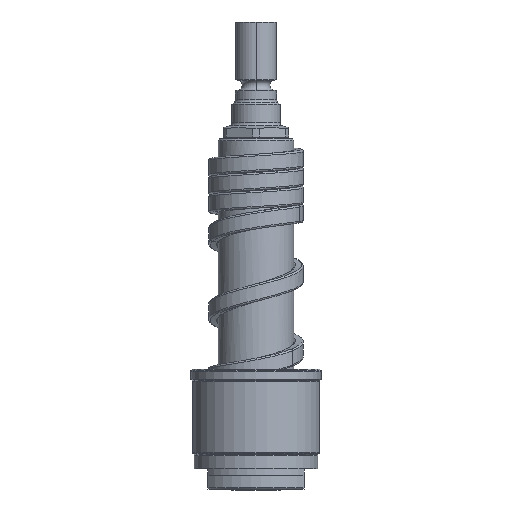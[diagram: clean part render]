
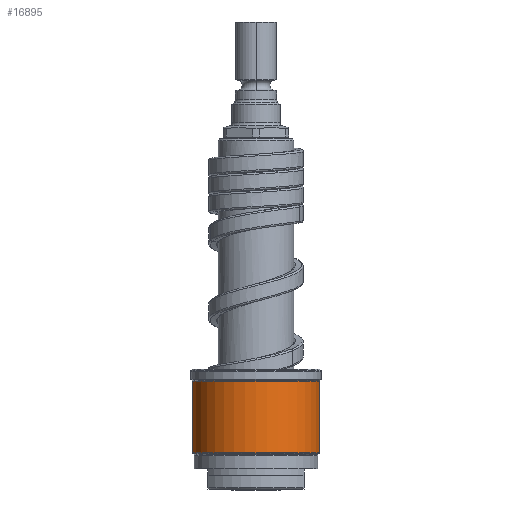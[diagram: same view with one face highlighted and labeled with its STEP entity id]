
A CAD part, front view. The second image highlights one B-rep face of the part: STEP entity #16895.
In plain terms, the highlighted cylindrical face has radius 18.5 mm (diameter 37 mm), a partial arc.
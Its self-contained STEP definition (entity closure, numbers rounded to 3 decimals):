
#6454=CARTESIAN_POINT('',(0.,0.,10.583));
#6455=DIRECTION('',(0.,0.,1.));
#6456=DIRECTION('',(-1.,0.,0.));
#6457=AXIS2_PLACEMENT_3D('',#6454,#6455,#6456);
#6459=DIRECTION('',(0.,0.,-1.));
#6460=VECTOR('',#6459,20.834);
#6461=CARTESIAN_POINT('',(-18.5,0.,31.417));
#6462=LINE('',#6461,#6460);
#6463=CARTESIAN_POINT('',(0.,0.,31.417));
#6464=DIRECTION('',(0.,0.,1.));
#6465=DIRECTION('',(-1.,0.,0.));
#6466=AXIS2_PLACEMENT_3D('',#6463,#6464,#6465);
#6468=DIRECTION('',(0.,0.,-1.));
#6469=VECTOR('',#6468,20.834);
#6470=CARTESIAN_POINT('',(18.5,0.,31.417));
#6471=LINE('',#6470,#6469);
#6808=CARTESIAN_POINT('',(18.5,0.,31.417));
#6809=CARTESIAN_POINT('',(-18.5,0.,31.417));
#6810=VERTEX_POINT('',#6808);
#6811=VERTEX_POINT('',#6809);
#6834=CARTESIAN_POINT('',(18.5,0.,10.583));
#6835=VERTEX_POINT('',#6834);
#6836=CARTESIAN_POINT('',(-18.5,0.,10.583));
#6837=VERTEX_POINT('',#6836);
#16883=CARTESIAN_POINT('',(0.,0.,8.75));
#16884=DIRECTION('',(0.,0.,1.));
#16885=DIRECTION('',(-1.,0.,0.));
#16886=AXIS2_PLACEMENT_3D('',#16883,#16884,#16885);
#16887=CYLINDRICAL_SURFACE('',#16886,18.5);
#16888=ORIENTED_EDGE('',*,*,#14380,.F.);
#16889=ORIENTED_EDGE('',*,*,#14361,.F.);
#16891=ORIENTED_EDGE('',*,*,#16890,.T.);
#16892=ORIENTED_EDGE('',*,*,#14357,.T.);
#16893=EDGE_LOOP('',(#16888,#16889,#16891,#16892));
#16894=FACE_OUTER_BOUND('',#16893,.F.);
#6458=CIRCLE('',#6457,18.5);
#6467=CIRCLE('',#6466,18.5);
#14357=EDGE_CURVE('',#6810,#6835,#6471,.T.);
#14361=EDGE_CURVE('',#6811,#6837,#6462,.T.);
#14380=EDGE_CURVE('',#6837,#6835,#6458,.T.);
#16890=EDGE_CURVE('',#6811,#6810,#6467,.T.);
#16895=ADVANCED_FACE('',(#16894),#16887,.T.);
